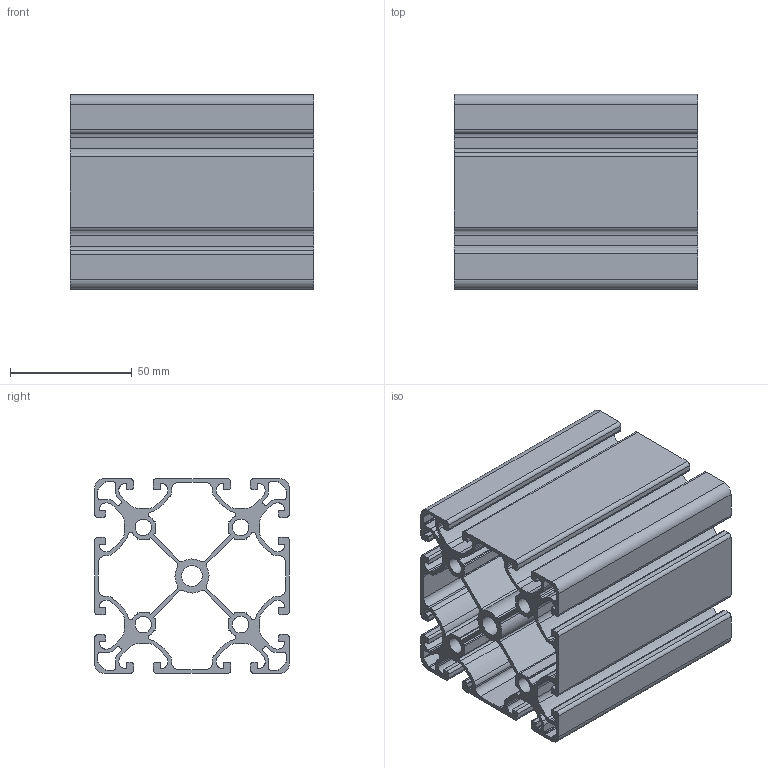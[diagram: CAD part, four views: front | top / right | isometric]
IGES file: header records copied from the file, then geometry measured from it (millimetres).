
Global section: file name: 178080E; native system: Autodesk Inventor 2024; preprocessor: unknown; author: Coufal; organization: ALUTEC KK; date: 20260310.081112; units: millimetre
Bounding box: 100 x 80 x 80 mm (x, y, z)
Volume: 155214.6 mm3; surface area: 139845 mm2
Topology: 1 solids, 1 shells, 455 faces, 1359 edges, 906 vertices
Faces by surface type: bspline 455
